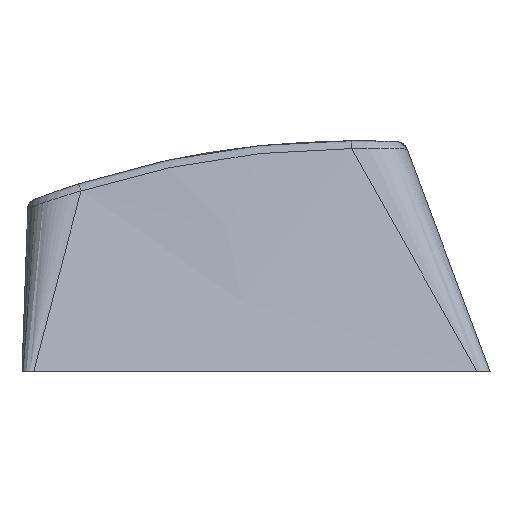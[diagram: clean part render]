
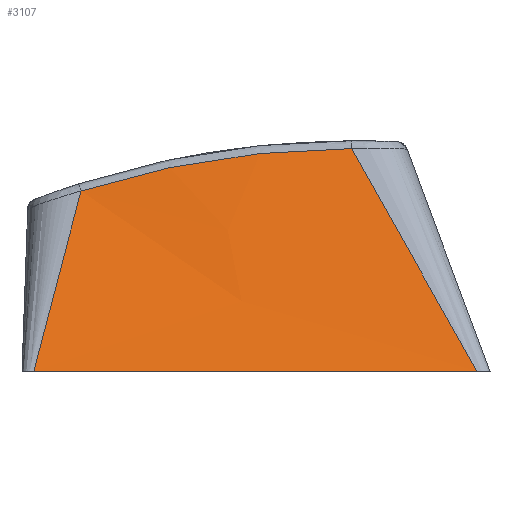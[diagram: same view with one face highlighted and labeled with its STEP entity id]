
A CAD part, left-side view. The second image highlights one B-rep face of the part: STEP entity #3107.
In plain terms, the highlighted free-form (B-spline) face has degree [3, 2] with [4, 3] control points.
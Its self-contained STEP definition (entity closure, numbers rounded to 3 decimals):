
#14=(
BOUNDED_SURFACE()
B_SPLINE_SURFACE(3,2,((#5064,#5065,#5066),(#5067,#5068,#5069),(#5070,#5071,
#5072),(#5073,#5074,#5075)),.UNSPECIFIED.,.F.,.F.,.F.)
B_SPLINE_SURFACE_WITH_KNOTS((4,4),(3,3),(0.,9.938),(-18.1,0.),
 .UNSPECIFIED.)
GEOMETRIC_REPRESENTATION_ITEM()
RATIONAL_B_SPLINE_SURFACE(((1.,0.977,1.),(1.,0.985,1.),(1.,
0.992,1.),(1.,1.,1.)))
REPRESENTATION_ITEM('')
SURFACE()
);
#109=B_SPLINE_CURVE_WITH_KNOTS('',3,(#5077,#5078,#5079,#5080,#5081,#5082,
#5083),.UNSPECIFIED.,.F.,.F.,(4,3,4),(0.019,0.24,8.103),
 .UNSPECIFIED.);
#110=B_SPLINE_CURVE_WITH_KNOTS('',3,(#5085,#5086,#5087,#5088),
 .UNSPECIFIED.,.F.,.F.,(4,4),(-0.442,10.007),
 .UNSPECIFIED.);
#111=B_SPLINE_CURVE_WITH_KNOTS('',3,(#5089,#5090,#5091,#5092,#5093,#5094,
#5095,#5096,#5097,#5098,#5099,#5100,#5101,#5102,#5103,#5104,#5105,#5106),
 .UNSPECIFIED.,.F.,.F.,(4,2,2,2,2,2,2,2,4),(-0.184,1.101,
2.353,3.654,4.955,6.396,7.848,
9.319,10.402),.UNSPECIFIED.);
#257=FACE_OUTER_BOUND('',#439,.T.);
#439=EDGE_LOOP('',(#2278,#2279,#2280,#2281));
#725=LINE('',#4673,#1054);
#1054=VECTOR('',#3753,10.);
#1379=VERTEX_POINT('',#4659);
#1380=VERTEX_POINT('',#4672);
#1408=VERTEX_POINT('',#5076);
#1409=VERTEX_POINT('',#5084);
#1711=EDGE_CURVE('',#1379,#1380,#725,.F.);
#1745=EDGE_CURVE('',#1408,#1380,#109,.F.);
#1746=EDGE_CURVE('',#1379,#1409,#110,.F.);
#1747=EDGE_CURVE('',#1409,#1408,#111,.F.);
#2278=ORIENTED_EDGE('',*,*,#1745,.T.);
#2279=ORIENTED_EDGE('',*,*,#1711,.F.);
#2280=ORIENTED_EDGE('',*,*,#1746,.T.);
#2281=ORIENTED_EDGE('',*,*,#1747,.T.);
#3107=ADVANCED_FACE('',(#257),#14,.T.);
#3753=DIRECTION('',(0.,-1.,0.));
#4659=CARTESIAN_POINT('',(-182.3,1.121,0.));
#4672=CARTESIAN_POINT('',(-182.3,18.263,0.));
#4673=CARTESIAN_POINT('',(-182.3,18.263,0.));
#5064=CARTESIAN_POINT('Ctrl Pts',(-179.275,18.488,6.551));
#5065=CARTESIAN_POINT('Ctrl Pts',(-179.275,11.459,9.295));
#5066=CARTESIAN_POINT('Ctrl Pts',(-179.275,3.926,8.861));
#5067=CARTESIAN_POINT('Ctrl Pts',(-180.284,18.564,4.368));
#5068=CARTESIAN_POINT('Ctrl Pts',(-180.299,10.852,6.148));
#5069=CARTESIAN_POINT('Ctrl Pts',(-180.284,2.823,5.907));
#5070=CARTESIAN_POINT('Ctrl Pts',(-181.292,18.64,2.184));
#5071=CARTESIAN_POINT('Ctrl Pts',(-181.308,10.255,3.05));
#5072=CARTESIAN_POINT('Ctrl Pts',(-181.292,1.72,2.954));
#5073=CARTESIAN_POINT('Ctrl Pts',(-182.3,18.717,0.));
#5074=CARTESIAN_POINT('Ctrl Pts',(-182.3,9.667,0.));
#5075=CARTESIAN_POINT('Ctrl Pts',(-182.3,0.617,0.));
#5076=CARTESIAN_POINT('',(-179.399,16.433,6.976));
#5077=CARTESIAN_POINT('Ctrl Pts',(-182.3,18.263,0.));
#5078=CARTESIAN_POINT('Ctrl Pts',(-182.271,18.246,0.064));
#5079=CARTESIAN_POINT('Ctrl Pts',(-182.243,18.229,0.127));
#5080=CARTESIAN_POINT('Ctrl Pts',(-182.214,18.212,0.191));
#5081=CARTESIAN_POINT('Ctrl Pts',(-181.194,17.611,2.454));
#5082=CARTESIAN_POINT('Ctrl Pts',(-180.252,17.018,4.715));
#5083=CARTESIAN_POINT('Ctrl Pts',(-179.399,16.433,6.976));
#5084=CARTESIAN_POINT('',(-179.379,5.971,8.612));
#5085=CARTESIAN_POINT('Ctrl Pts',(-179.379,5.971,8.612));
#5086=CARTESIAN_POINT('Ctrl Pts',(-180.355,4.35,5.737));
#5087=CARTESIAN_POINT('Ctrl Pts',(-181.323,2.736,2.869));
#5088=CARTESIAN_POINT('Ctrl Pts',(-182.3,1.121,0.));
#5089=CARTESIAN_POINT('Ctrl Pts',(-179.399,16.433,6.976));
#5090=CARTESIAN_POINT('Ctrl Pts',(-179.397,16.022,7.106));
#5091=CARTESIAN_POINT('Ctrl Pts',(-179.395,15.61,7.229));
#5092=CARTESIAN_POINT('Ctrl Pts',(-179.391,14.792,7.456));
#5093=CARTESIAN_POINT('Ctrl Pts',(-179.39,14.386,7.561));
#5094=CARTESIAN_POINT('Ctrl Pts',(-179.387,13.555,7.759));
#5095=CARTESIAN_POINT('Ctrl Pts',(-179.386,13.129,7.853));
#5096=CARTESIAN_POINT('Ctrl Pts',(-179.383,12.275,8.024));
#5097=CARTESIAN_POINT('Ctrl Pts',(-179.383,11.846,8.101));
#5098=CARTESIAN_POINT('Ctrl Pts',(-179.381,10.94,8.247));
#5099=CARTESIAN_POINT('Ctrl Pts',(-179.38,10.462,8.314));
#5100=CARTESIAN_POINT('Ctrl Pts',(-179.379,9.501,8.428));
#5101=CARTESIAN_POINT('Ctrl Pts',(-179.379,9.017,8.475));
#5102=CARTESIAN_POINT('Ctrl Pts',(-179.378,8.042,8.549));
#5103=CARTESIAN_POINT('Ctrl Pts',(-179.378,7.55,8.576));
#5104=CARTESIAN_POINT('Ctrl Pts',(-179.379,6.696,8.605));
#5105=CARTESIAN_POINT('Ctrl Pts',(-179.379,6.333,8.611));
#5106=CARTESIAN_POINT('Ctrl Pts',(-179.379,5.971,8.612));
